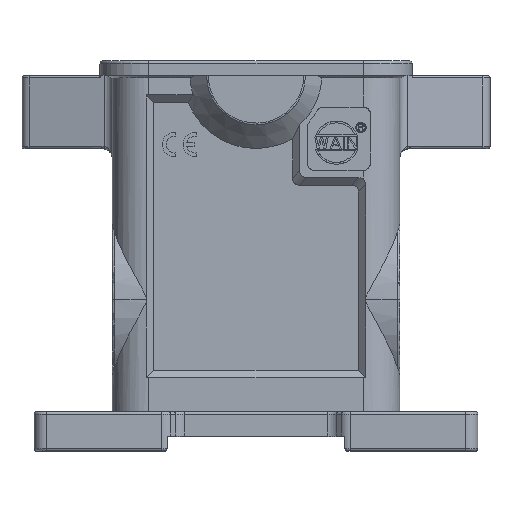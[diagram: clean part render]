
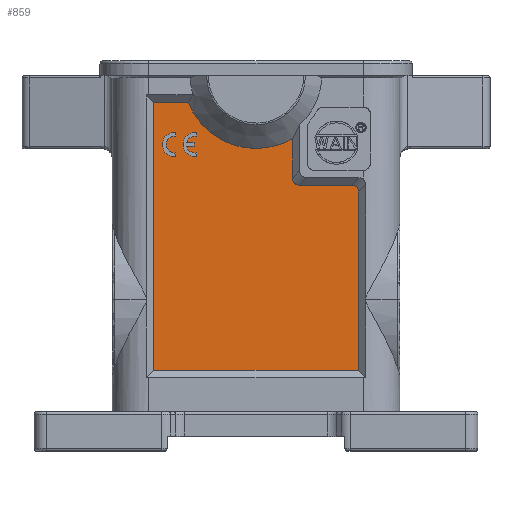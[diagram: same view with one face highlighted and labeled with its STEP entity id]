
A CAD part, top view. The second image highlights one B-rep face of the part: STEP entity #859.
In plain terms, the highlighted planar face has unit normal (0, 0, 1).
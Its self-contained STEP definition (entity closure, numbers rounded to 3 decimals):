
#859=ADVANCED_FACE('NONE',(#2014,#2015,#2016),#1424,.T.);
#1424=PLANE('',#9936);
#1715=B_SPLINE_CURVE_WITH_KNOTS('',3,(#13240,#13241,#13242,#13243,#13244,
#13245),.UNSPECIFIED.,.F.,.F.,(4,2,4),(0.,0.5,1.),.UNSPECIFIED.);
#1716=B_SPLINE_CURVE_WITH_KNOTS('',3,(#13250,#13251,#13252,#13253,#13254,
#13255),.UNSPECIFIED.,.F.,.F.,(4,2,4),(0.,0.5,1.),.UNSPECIFIED.);
#1717=B_SPLINE_CURVE_WITH_KNOTS('',3,(#13259,#13260,#13261,#13262,#13263,
#13264),.UNSPECIFIED.,.F.,.F.,(4,2,4),(0.,0.5,1.),.UNSPECIFIED.);
#2014=FACE_BOUND('',#2099,.T.);
#2015=FACE_BOUND('',#2100,.T.);
#2016=FACE_BOUND('',#2101,.T.);
#2099=EDGE_LOOP('',(#2964,#2965,#2966,#2967,#2968,#2969));
#2100=EDGE_LOOP('',(#2970,#2971,#2972,#2973,#2974,#2975,#2976,#2977,#2978));
#2101=EDGE_LOOP('',(#2979,#2980,#2981,#2982,#2983,#2984,#2985,#2986,#2987));
#2715=CIRCLE('',#9931,2.5);
#2716=CIRCLE('',#9932,1.746);
#2717=CIRCLE('',#9933,1.746);
#2718=CIRCLE('',#9934,2.5);
#2719=CIRCLE('',#9935,1.746);
#2964=ORIENTED_EDGE('',*,*,#6746,.F.);
#2965=ORIENTED_EDGE('',*,*,#6747,.F.);
#2966=ORIENTED_EDGE('',*,*,#6748,.F.);
#2967=ORIENTED_EDGE('',*,*,#6749,.F.);
#2968=ORIENTED_EDGE('',*,*,#6750,.F.);
#2969=ORIENTED_EDGE('',*,*,#6751,.F.);
#2970=ORIENTED_EDGE('',*,*,#6752,.T.);
#2971=ORIENTED_EDGE('',*,*,#6753,.F.);
#2972=ORIENTED_EDGE('',*,*,#6754,.F.);
#2973=ORIENTED_EDGE('',*,*,#6755,.F.);
#2974=ORIENTED_EDGE('',*,*,#6756,.F.);
#2975=ORIENTED_EDGE('',*,*,#6757,.F.);
#2976=ORIENTED_EDGE('',*,*,#6758,.T.);
#2977=ORIENTED_EDGE('',*,*,#6759,.T.);
#2978=ORIENTED_EDGE('',*,*,#6760,.T.);
#2979=ORIENTED_EDGE('',*,*,#6761,.F.);
#2980=ORIENTED_EDGE('',*,*,#6762,.F.);
#2981=ORIENTED_EDGE('',*,*,#6763,.F.);
#2982=ORIENTED_EDGE('',*,*,#6764,.F.);
#2983=ORIENTED_EDGE('',*,*,#6765,.F.);
#2984=ORIENTED_EDGE('',*,*,#6766,.F.);
#2985=ORIENTED_EDGE('',*,*,#6767,.F.);
#2986=ORIENTED_EDGE('',*,*,#6768,.F.);
#2987=ORIENTED_EDGE('',*,*,#6769,.F.);
#5836=VERTEX_POINT('',#13229);
#5837=VERTEX_POINT('',#13230);
#5838=VERTEX_POINT('',#13232);
#5839=VERTEX_POINT('',#13234);
#5840=VERTEX_POINT('',#13236);
#5841=VERTEX_POINT('',#13238);
#5842=VERTEX_POINT('',#13246);
#5843=VERTEX_POINT('',#13247);
#5844=VERTEX_POINT('',#13249);
#5845=VERTEX_POINT('',#13256);
#5846=VERTEX_POINT('',#13258);
#5847=VERTEX_POINT('',#13265);
#5848=VERTEX_POINT('',#13267);
#5849=VERTEX_POINT('',#13269);
#5850=VERTEX_POINT('',#13271);
#5851=VERTEX_POINT('',#13274);
#5852=VERTEX_POINT('',#13275);
#5853=VERTEX_POINT('',#13277);
#5854=VERTEX_POINT('',#13279);
#5855=VERTEX_POINT('',#13281);
#5856=VERTEX_POINT('',#13283);
#5857=VERTEX_POINT('',#13285);
#5858=VERTEX_POINT('',#13287);
#5859=VERTEX_POINT('',#13289);
#6746=EDGE_CURVE('',#5836,#5837,#8182,.T.);
#6747=EDGE_CURVE('',#5838,#5836,#8183,.T.);
#6748=EDGE_CURVE('',#5839,#5838,#2715,.T.);
#6749=EDGE_CURVE('',#5840,#5839,#8184,.T.);
#6750=EDGE_CURVE('',#5841,#5840,#8185,.T.);
#6751=EDGE_CURVE('',#5837,#5841,#2716,.T.);
#6752=EDGE_CURVE('NONE',#5842,#5843,#1715,.T.);
#6753=EDGE_CURVE('NONE',#5844,#5843,#8186,.T.);
#6754=EDGE_CURVE('NONE',#5845,#5844,#1716,.T.);
#6755=EDGE_CURVE('NONE',#5846,#5845,#8187,.T.);
#6756=EDGE_CURVE('NONE',#5847,#5846,#1717,.T.);
#6757=EDGE_CURVE('NONE',#5848,#5847,#8188,.T.);
#6758=EDGE_CURVE('NONE',#5848,#5849,#8189,.T.);
#6759=EDGE_CURVE('NONE',#5849,#5850,#8190,.T.);
#6760=EDGE_CURVE('NONE',#5850,#5842,#8191,.T.);
#6761=EDGE_CURVE('',#5851,#5852,#8192,.T.);
#6762=EDGE_CURVE('',#5853,#5851,#8193,.T.);
#6763=EDGE_CURVE('',#5854,#5853,#2717,.T.);
#6764=EDGE_CURVE('',#5855,#5854,#8194,.T.);
#6765=EDGE_CURVE('',#5856,#5855,#8195,.T.);
#6766=EDGE_CURVE('',#5857,#5856,#2718,.T.);
#6767=EDGE_CURVE('',#5858,#5857,#8196,.T.);
#6768=EDGE_CURVE('',#5859,#5858,#2719,.T.);
#6769=EDGE_CURVE('',#5852,#5859,#8197,.T.);
#8182=LINE('',#13228,#9054);
#8183=LINE('',#13231,#9055);
#8184=LINE('',#13235,#9056);
#8185=LINE('',#13237,#9057);
#8186=LINE('',#13248,#9058);
#8187=LINE('',#13257,#9059);
#8188=LINE('',#13266,#9060);
#8189=LINE('',#13268,#9061);
#8190=LINE('',#13270,#9062);
#8191=LINE('',#13272,#9063);
#8192=LINE('',#13273,#9064);
#8193=LINE('',#13276,#9065);
#8194=LINE('',#13280,#9066);
#8195=LINE('',#13282,#9067);
#8196=LINE('',#13286,#9068);
#8197=LINE('',#13290,#9069);
#9054=VECTOR('',#10739,1.);
#9055=VECTOR('',#10740,1.);
#9056=VECTOR('',#10743,1.);
#9057=VECTOR('',#10744,1.);
#9058=VECTOR('',#10747,1.);
#9059=VECTOR('',#10748,1.);
#9060=VECTOR('',#10749,1.);
#9061=VECTOR('',#10750,1.);
#9062=VECTOR('',#10751,1.);
#9063=VECTOR('',#10752,1.);
#9064=VECTOR('',#10753,1.);
#9065=VECTOR('',#10754,1.);
#9066=VECTOR('',#10757,1.);
#9067=VECTOR('',#10758,1.);
#9068=VECTOR('',#10761,1.);
#9069=VECTOR('',#10764,1.);
#9931=AXIS2_PLACEMENT_3D('',#13233,#10741,#10742);
#9932=AXIS2_PLACEMENT_3D('',#13239,#10745,#10746);
#9933=AXIS2_PLACEMENT_3D('',#13278,#10755,#10756);
#9934=AXIS2_PLACEMENT_3D('',#13284,#10759,#10760);
#9935=AXIS2_PLACEMENT_3D('',#13288,#10762,#10763);
#9936=AXIS2_PLACEMENT_3D('',#13291,#10765,#10766);
#10739=DIRECTION('',(0.,1.,0.));
#10740=DIRECTION('',(1.,0.024,0.));
#10741=DIRECTION('',(0.,0.,1.));
#10742=DIRECTION('',(1.,0.,0.));
#10743=DIRECTION('',(0.,1.,0.));
#10744=DIRECTION('',(0.999,-0.055,0.));
#10745=DIRECTION('',(0.,0.,-1.));
#10746=DIRECTION('',(1.,0.,0.));
#10747=DIRECTION('',(1.,0.,0.));
#10748=DIRECTION('',(0.,-1.,0.));
#10749=DIRECTION('',(1.,0.,0.));
#10750=DIRECTION('',(0.,-1.,0.));
#10751=DIRECTION('',(1.,0.,0.));
#10752=DIRECTION('',(0.,1.,0.));
#10753=DIRECTION('',(0.,1.,0.));
#10754=DIRECTION('',(1.,0.,0.));
#10755=DIRECTION('',(0.,0.,-1.));
#10756=DIRECTION('',(1.,0.,0.));
#10757=DIRECTION('',(0.,1.,0.));
#10758=DIRECTION('',(1.,0.024,0.));
#10759=DIRECTION('',(0.,0.,1.));
#10760=DIRECTION('',(1.,0.,0.));
#10761=DIRECTION('',(0.,1.,0.));
#10762=DIRECTION('',(0.,0.,-1.));
#10763=DIRECTION('',(1.,0.,0.));
#10764=DIRECTION('',(-1.,0.,0.));
#10765=DIRECTION('',(0.,0.,1.));
#10766=DIRECTION('',(1.,0.,0.));
#13228=CARTESIAN_POINT('',(-16.441,60.345,21.));
#13229=CARTESIAN_POINT('',(-16.441,60.345,21.));
#13230=CARTESIAN_POINT('',(-16.441,61.099,21.));
#13231=CARTESIAN_POINT('',(-16.866,60.334,21.));
#13232=CARTESIAN_POINT('',(-16.866,60.334,21.));
#13233=CARTESIAN_POINT('',(-16.714,62.83,21.));
#13234=CARTESIAN_POINT('',(-16.441,65.315,21.));
#13235=CARTESIAN_POINT('',(-16.441,64.551,21.));
#13236=CARTESIAN_POINT('',(-16.441,64.551,21.));
#13237=CARTESIAN_POINT('',(-16.78,64.57,21.));
#13238=CARTESIAN_POINT('',(-16.78,64.57,21.));
#13239=CARTESIAN_POINT('',(-16.706,62.825,21.));
#13240=CARTESIAN_POINT('',(21.,53.086,21.));
#13241=CARTESIAN_POINT('',(21.009,53.469,21.));
#13242=CARTESIAN_POINT('',(20.877,53.865,21.));
#13243=CARTESIAN_POINT('',(20.366,54.377,21.));
#13244=CARTESIAN_POINT('',(19.971,54.509,21.));
#13245=CARTESIAN_POINT('',(19.586,54.5,21.));
#13246=CARTESIAN_POINT('',(21.,53.086,21.));
#13247=CARTESIAN_POINT('',(19.586,54.5,21.));
#13248=CARTESIAN_POINT('',(15.,54.5,21.));
#13249=CARTESIAN_POINT('',(8.914,54.5,21.));
#13250=CARTESIAN_POINT('',(7.5,55.914,21.));
#13251=CARTESIAN_POINT('',(7.495,55.526,20.995));
#13252=CARTESIAN_POINT('',(7.625,55.133,21.));
#13253=CARTESIAN_POINT('',(8.133,54.625,21.));
#13254=CARTESIAN_POINT('',(8.526,54.495,20.995));
#13255=CARTESIAN_POINT('',(8.914,54.5,21.));
#13256=CARTESIAN_POINT('',(7.5,55.914,21.));
#13257=CARTESIAN_POINT('',(7.5,60.005,21.));
#13258=CARTESIAN_POINT('',(7.5,64.01,21.));
#13259=CARTESIAN_POINT('',(-13.955,71.5,21.));
#13260=CARTESIAN_POINT('',(-12.38,67.502,21.));
#13261=CARTESIAN_POINT('',(-9.001,64.255,21.));
#13262=CARTESIAN_POINT('',(-0.887,61.422,21.));
#13263=CARTESIAN_POINT('',(3.778,61.861,21.));
#13264=CARTESIAN_POINT('',(7.5,64.01,21.));
#13265=CARTESIAN_POINT('',(-13.955,71.5,21.));
#13266=CARTESIAN_POINT('',(-17.478,71.5,21.));
#13267=CARTESIAN_POINT('',(-21.,71.5,21.));
#13268=CARTESIAN_POINT('',(-21.,0.,21.));
#13269=CARTESIAN_POINT('',(-21.,16.5,21.));
#13270=CARTESIAN_POINT('',(-29.5,16.5,21.));
#13271=CARTESIAN_POINT('',(21.,16.5,21.));
#13272=CARTESIAN_POINT('',(21.,0.,21.));
#13273=CARTESIAN_POINT('',(-12.716,62.447,21.));
#13274=CARTESIAN_POINT('',(-12.716,62.447,21.));
#13275=CARTESIAN_POINT('',(-12.716,63.203,21.));
#13276=CARTESIAN_POINT('',(-14.17,62.447,21.));
#13277=CARTESIAN_POINT('',(-14.17,62.447,21.));
#13278=CARTESIAN_POINT('',(-12.465,62.82,21.));
#13279=CARTESIAN_POINT('',(-12.2,61.094,21.));
#13280=CARTESIAN_POINT('',(-12.2,60.34,21.));
#13281=CARTESIAN_POINT('',(-12.2,60.34,21.));
#13282=CARTESIAN_POINT('',(-12.625,60.33,21.));
#13283=CARTESIAN_POINT('',(-12.625,60.33,21.));
#13284=CARTESIAN_POINT('',(-12.473,62.825,21.));
#13285=CARTESIAN_POINT('',(-12.2,65.31,21.));
#13286=CARTESIAN_POINT('',(-12.2,64.546,21.));
#13287=CARTESIAN_POINT('',(-12.2,64.546,21.));
#13288=CARTESIAN_POINT('',(-12.465,62.82,21.));
#13289=CARTESIAN_POINT('',(-14.168,63.203,21.));
#13290=CARTESIAN_POINT('',(-12.716,63.203,21.));
#13291=CARTESIAN_POINT('',(-29.5,0.,21.));
